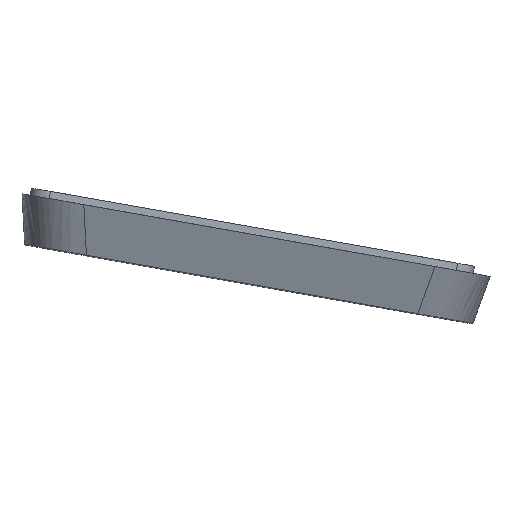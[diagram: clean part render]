
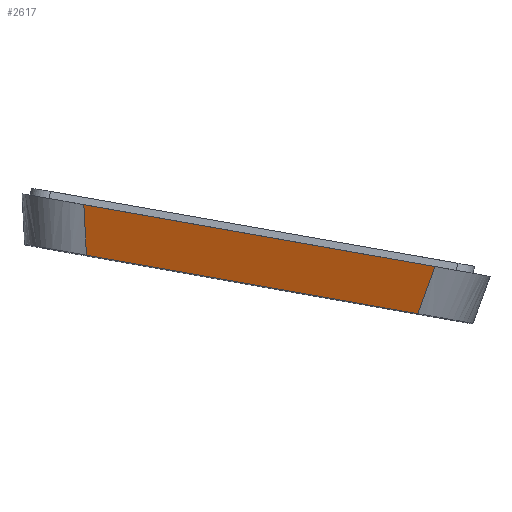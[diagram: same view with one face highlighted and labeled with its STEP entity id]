
A CAD part, top view. The second image highlights one B-rep face of the part: STEP entity #2617.
In plain terms, the highlighted free-form (B-spline) face has degree [1, 1] with [2, 2] control points.
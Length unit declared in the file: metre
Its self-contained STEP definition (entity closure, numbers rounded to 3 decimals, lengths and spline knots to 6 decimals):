
#80=B_SPLINE_CURVE_WITH_KNOTS('',3,(#5410,#5411,#5412,#5413),
 .UNSPECIFIED.,.F.,.F.,(4,4),(0.,1.),.UNSPECIFIED.);
#81=B_SPLINE_CURVE_WITH_KNOTS('',3,(#5414,#5415,#5416,#5417),
 .UNSPECIFIED.,.F.,.F.,(4,4),(0.,1.),.UNSPECIFIED.);
#146=LINE('',#3857,#313);
#245=LINE('',#5017,#412);
#313=VECTOR('',#2959,1.);
#412=VECTOR('',#3188,1.);
#481=B_SPLINE_SURFACE_WITH_KNOTS('',1,1,((#5406,#5407),(#5408,#5409)),
 .PLANE_SURF.,.F.,.F.,.F.,(2,2),(2,2),(0.,1.),(0.,1.),.UNSPECIFIED.);
#1254=ORIENTED_EDGE('',*,*,#1473,.F.);
#1255=ORIENTED_EDGE('',*,*,#1688,.T.);
#1256=ORIENTED_EDGE('',*,*,#1662,.F.);
#1257=ORIENTED_EDGE('',*,*,#1689,.T.);
#1473=EDGE_CURVE('',#1838,#1839,#146,.T.);
#1662=EDGE_CURVE('',#1938,#1939,#245,.T.);
#1688=EDGE_CURVE('',#1838,#1939,#80,.T.);
#1689=EDGE_CURVE('',#1938,#1839,#81,.T.);
#1838=VERTEX_POINT('',#3856);
#1839=VERTEX_POINT('',#3858);
#1938=VERTEX_POINT('',#5016);
#1939=VERTEX_POINT('',#5018);
#2225=EDGE_LOOP('',(#1254,#1255,#1256,#1257));
#2385=FACE_BOUND('',#2225,.T.);
#2617=ADVANCED_FACE('',(#2385),#481,.T.);
#2959=DIRECTION('',(-0.983,0.173,0.063));
#3188=DIRECTION('',(0.983,-0.173,-0.063));
#3856=CARTESIAN_POINT('',(0.06806,-0.00869,0.041568));
#3857=CARTESIAN_POINT('',(0.036168,-0.003067,0.043615));
#3858=CARTESIAN_POINT('',(0.004213,0.002568,0.045666));
#5016=CARTESIAN_POINT('',(0.003703,0.012304,0.049228));
#5017=CARTESIAN_POINT('',(0.038163,0.006228,0.047017));
#5018=CARTESIAN_POINT('',(0.071376,0.000372,0.044885));
#5406=CARTESIAN_POINT('',(0.073251,-0.010088,0.041059));
#5407=CARTESIAN_POINT('',(-0.002082,0.003195,0.045893));
#5408=CARTESIAN_POINT('',(0.075299,0.000162,0.04481));
#5409=CARTESIAN_POINT('',(-0.000034,0.013445,0.049645));
#5410=CARTESIAN_POINT('',(0.06806,-0.00869,0.041568));
#5411=CARTESIAN_POINT('',(0.069165,-0.00567,0.042674));
#5412=CARTESIAN_POINT('',(0.07027,-0.002649,0.04378));
#5413=CARTESIAN_POINT('',(0.071376,0.000372,0.044885));
#5414=CARTESIAN_POINT('',(0.003703,0.012304,0.049228));
#5415=CARTESIAN_POINT('',(0.003873,0.009059,0.048041));
#5416=CARTESIAN_POINT('',(0.004043,0.005813,0.046853));
#5417=CARTESIAN_POINT('',(0.004213,0.002568,0.045666));
